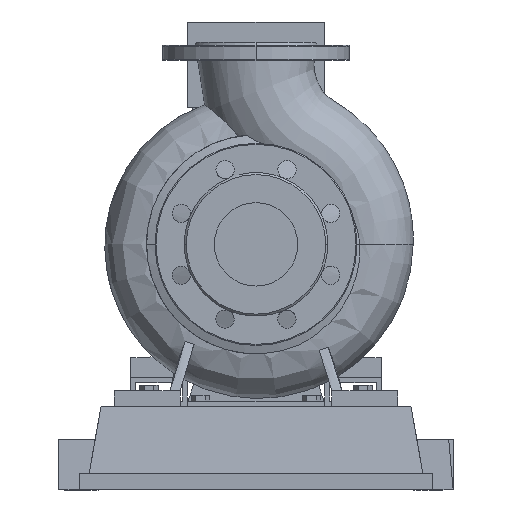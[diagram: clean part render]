
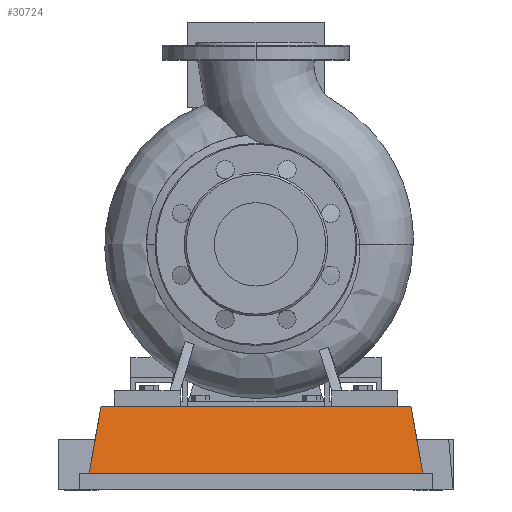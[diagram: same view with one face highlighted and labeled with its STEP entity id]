
A CAD part, left-side view. The second image highlights one B-rep face of the part: STEP entity #30724.
In plain terms, the highlighted planar face has unit normal (-0.985, 0, 0.174).
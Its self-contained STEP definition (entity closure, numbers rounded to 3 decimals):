
#28980=CARTESIAN_POINT('',(-77.5,-165.,16.6));
#28981=VERTEX_POINT('',#28980);
#28988=CARTESIAN_POINT('',(-77.5,165.0,16.6));
#28989=VERTEX_POINT('',#28988);
#28990=CARTESIAN_POINT('',(-77.5,-165.,16.6));
#28991=DIRECTION('',(0.0,1.0,0.0));
#28992=VECTOR('',#28991,330.0);
#28993=LINE('',#28990,#28992);
#28994=EDGE_CURVE('',#28981,#28989,#28993,.T.);
#30458=CARTESIAN_POINT('',(-65.792,-153.292,83.0));
#30459=VERTEX_POINT('',#30458);
#30466=CARTESIAN_POINT('',(-77.5,-165.,16.6));
#30467=DIRECTION('',(0.171,0.171,0.97));
#30468=VECTOR('',#30467,68.433);
#30469=LINE('',#30466,#30468);
#30470=EDGE_CURVE('',#28981,#30459,#30469,.T.);
#30701=CARTESIAN_POINT('',(-77.5,-165.,16.6));
#30702=DIRECTION('',(-0.985,0.,0.174));
#30703=DIRECTION('',(0.0,-1.0,0.0));
#30704=AXIS2_PLACEMENT_3D('',#30701,#30702,#30703);
#30705=PLANE('',#30704);
#30706=CARTESIAN_POINT('',(-65.792,153.292,83.0));
#30707=VERTEX_POINT('',#30706);
#30708=CARTESIAN_POINT('',(-65.792,-153.292,83.0));
#30709=DIRECTION('',(0.0,1.0,0.0));
#30710=VECTOR('',#30709,306.584);
#30711=LINE('',#30708,#30710);
#30712=EDGE_CURVE('',#30459,#30707,#30711,.T.);
#30713=ORIENTED_EDGE('',*,*,#30712,.T.);
#30714=CARTESIAN_POINT('',(-77.5,165.0,16.6));
#30715=DIRECTION('',(0.171,-0.171,0.97));
#30716=VECTOR('',#30715,68.433);
#30717=LINE('',#30714,#30716);
#30718=EDGE_CURVE('',#28989,#30707,#30717,.T.);
#30719=ORIENTED_EDGE('',*,*,#30718,.F.);
#30720=ORIENTED_EDGE('',*,*,#28994,.F.);
#30721=ORIENTED_EDGE('',*,*,#30470,.T.);
#30722=EDGE_LOOP('',(#30713,#30719,#30720,#30721));
#30723=FACE_OUTER_BOUND('',#30722,.T.);
#30724=ADVANCED_FACE('',(#30723),#30705,.T.);
